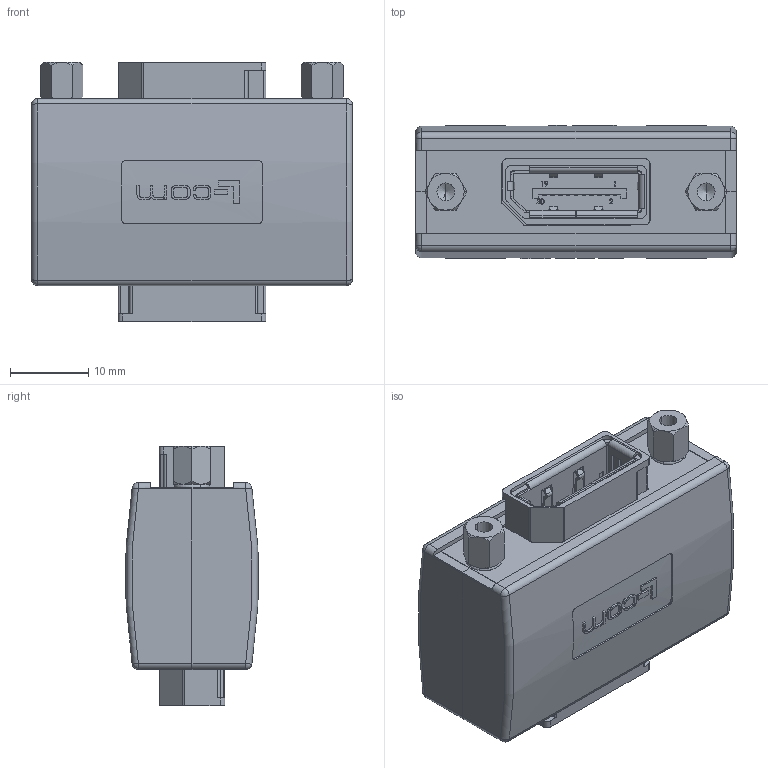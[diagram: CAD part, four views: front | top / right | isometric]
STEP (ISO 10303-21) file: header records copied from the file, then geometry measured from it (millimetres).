
FILE_DESCRIPTION (( 'STEP AP203' ), '1' );
FILE_NAME ('DP-FF.STEP', '2013-11-18T13:07:04', ( 'x' ), ( '' ), 'SwSTEP 2.0', 'SolidWorks 2012', '' );
FILE_SCHEMA (( 'CONFIG_CONTROL_DESIGN' ));
Length unit declared in the file: inch
Products named in the file (12): DP-FF; SDG250-MA1; 1AY01-340; 1AY01-339; 1AG01-064_Without Connector Cover; #4-40 UNC-2B BLIND NUT; DP CONNECTOR PLATE; 1AH04-004; COVER_DP F SOLDER TYPE; HOUSING_DP F SOLDER TYPE; SHELL_DP F SOLDER TYPE; MTN-653
Assembly tree (14 placements, depth 3):
  DP-FF
    MTN-653
    1AH04-004  x2
      SHELL_DP F SOLDER TYPE
      HOUSING_DP F SOLDER TYPE
      COVER_DP F SOLDER TYPE
    1AG01-064_Without Connector Cover
      DP CONNECTOR PLATE
      #4-40 UNC-2B BLIND NUT  x2
    1AY01-339
    1AY01-340
    SDG250-MA1  x2
Bounding box: 41 x 17 x 33.13 mm (x, y, z)
Volume: 16386 mm3; surface area: 16993.4 mm2
Topology: 14 solids, 14 shells, 2756 faces, 7466 edges, 4810 vertices
Faces by surface type: plane 1731, cylinder 813, bspline 84, cone 72, sphere 44, torus 12
Entity records: 52355 total; most frequent: CARTESIAN_POINT 11825, ORIENTED_EDGE 8390, DIRECTION 7913, EDGE_CURVE 4195, LINE 3025, VECTOR 3025, VERTEX_POINT 2710, AXIS2_PLACEMENT_3D 2444
